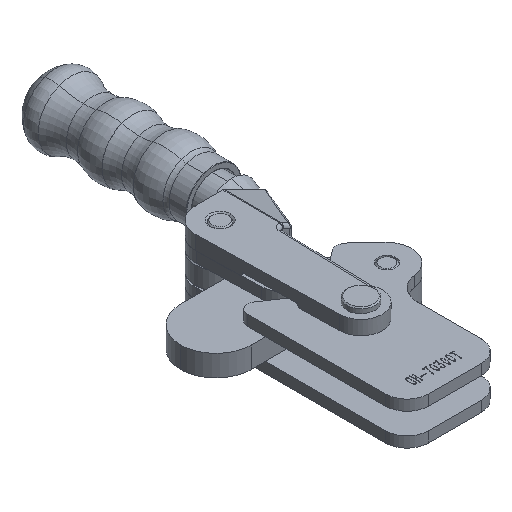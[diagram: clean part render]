
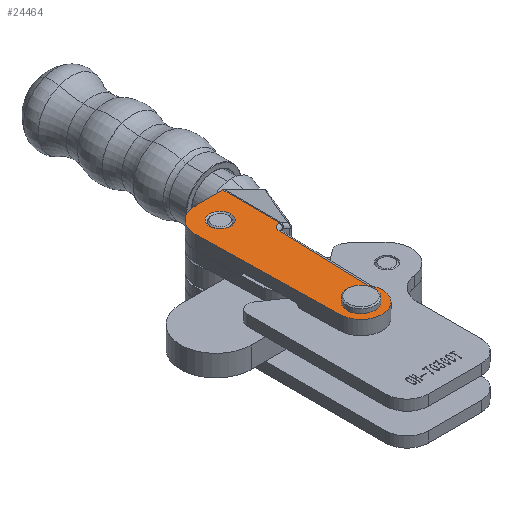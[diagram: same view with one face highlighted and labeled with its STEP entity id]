
A CAD part, isometric view. The second image highlights one B-rep face of the part: STEP entity #24464.
In plain terms, the highlighted planar face has unit normal (0, 0, 1).
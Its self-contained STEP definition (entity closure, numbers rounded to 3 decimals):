
#129 = EDGE_CURVE ( 'NONE', #22533, #13082, #17979, .T. ) ;
#543 = CARTESIAN_POINT ( 'NONE',  ( 1262.319, 62.312, 20. ) ) ;
#1124 = VERTEX_POINT ( 'NONE', #28897 ) ;
#1449 = CARTESIAN_POINT ( 'NONE',  ( 0., 53.312, 20. ) ) ;
#1507 = VERTEX_POINT ( 'NONE', #14687 ) ;
#1847 = LINE ( 'NONE', #29310, #26683 ) ;
#2016 = DIRECTION ( 'NONE',  ( 1., 0., 0. ) ) ;
#2641 = ORIENTED_EDGE ( 'NONE', *, *, #24781, .T. ) ;
#2697 = CARTESIAN_POINT ( 'NONE',  ( 1270.398, 25.506, 20. ) ) ;
#3197 = VECTOR ( 'NONE', #2016, 1000. ) ;
#3264 = VERTEX_POINT ( 'NONE', #21799 ) ;
#3425 = CARTESIAN_POINT ( 'NONE',  ( 1265.319, 22.312, 20. ) ) ;
#3452 = CARTESIAN_POINT ( 'NONE',  ( 1273.08, 53.312, 20. ) ) ;
#3648 = EDGE_CURVE ( 'NONE', #14241, #9516, #10975, .T. ) ;
#4119 = DIRECTION ( 'NONE',  ( 0., 0., -1. ) ) ;
#4123 = CIRCLE ( 'NONE', #10726, 6. ) ;
#4146 = EDGE_CURVE ( 'NONE', #29193, #3264, #15280, .T. ) ;
#4295 = FACE_BOUND ( 'NONE', #21930, .T. ) ;
#4305 = CARTESIAN_POINT ( 'NONE',  ( 1258.319, 62.312, 20. ) ) ;
#4659 = CARTESIAN_POINT ( 'NONE',  ( 1265.319, 62.312, 20. ) ) ;
#4863 = CARTESIAN_POINT ( 'NONE',  ( 1265.319, 62.312, 20. ) ) ;
#5064 = DIRECTION ( 'NONE',  ( 0., 0., -1. ) ) ;
#5095 = CARTESIAN_POINT ( 'NONE',  ( 1273.044, 51.312, 20. ) ) ;
#5283 = DIRECTION ( 'NONE',  ( 1., 0., 0. ) ) ;
#5823 = DIRECTION ( 'NONE',  ( 1., 0., 0. ) ) ;
#6879 = AXIS2_PLACEMENT_3D ( 'NONE', #4863, #5064, #5283 ) ;
#7076 = DIRECTION ( 'NONE',  ( 1., 0., 0. ) ) ;
#7294 = EDGE_LOOP ( 'NONE', ( #26910, #27415, #20537, #9597, #2641, #28874, #17984, #30052 ) ) ;
#7496 = DIRECTION ( 'NONE',  ( 1., 0., 0. ) ) ;
#8785 = DIRECTION ( 'NONE',  ( 0.025, 1., 0. ) ) ;
#9516 = VERTEX_POINT ( 'NONE', #3452 ) ;
#9597 = ORIENTED_EDGE ( 'NONE', *, *, #3648, .T. ) ;
#9787 = CARTESIAN_POINT ( 'NONE',  ( 1273.08, 69.312, 20. ) ) ;
#10017 = CARTESIAN_POINT ( 'NONE',  ( 1271.045, 51.362, 20. ) ) ;
#10146 = VERTEX_POINT ( 'NONE', #29244 ) ;
#10420 = EDGE_CURVE ( 'NONE', #13082, #22533, #28506, .T. ) ;
#10502 = ORIENTED_EDGE ( 'NONE', *, *, #20379, .T. ) ;
#10726 = AXIS2_PLACEMENT_3D ( 'NONE', #3425, #19774, #5823 ) ;
#10788 = CARTESIAN_POINT ( 'NONE',  ( 1273.044, 53.312, 20. ) ) ;
#10818 = EDGE_CURVE ( 'NONE', #25586, #1507, #1847, .T. ) ;
#10975 = LINE ( 'NONE', #1449, #3197 ) ;
#10999 = EDGE_CURVE ( 'NONE', #27924, #10146, #11449, .T. ) ;
#11287 = DIRECTION ( 'NONE',  ( 0., 0., 1. ) ) ;
#11449 = CIRCLE ( 'NONE', #11580, 3. ) ;
#11463 = DIRECTION ( 'NONE',  ( 0., 0., 1. ) ) ;
#11580 = AXIS2_PLACEMENT_3D ( 'NONE', #14016, #30299, #16358 ) ;
#12082 = EDGE_CURVE ( 'NONE', #1124, #18670, #25549, .T. ) ;
#12348 = LINE ( 'NONE', #13550, #29444 ) ;
#13082 = VERTEX_POINT ( 'NONE', #24204 ) ;
#13550 = CARTESIAN_POINT ( 'NONE',  ( 1273.08, 69.312, 20. ) ) ;
#14016 = CARTESIAN_POINT ( 'NONE',  ( 1265.319, 22.312, 20. ) ) ;
#14241 = VERTEX_POINT ( 'NONE', #10788 ) ;
#14687 = CARTESIAN_POINT ( 'NONE',  ( 1265.319, 69.312, 20. ) ) ;
#14988 = EDGE_LOOP ( 'NONE', ( #20396, #15596 ) ) ;
#15280 = LINE ( 'NONE', #10017, #26917 ) ;
#15357 = DIRECTION ( 'NONE',  ( -1., 0., 0. ) ) ;
#15551 = EDGE_CURVE ( 'NONE', #3264, #14241, #18141, .T. ) ;
#15596 = ORIENTED_EDGE ( 'NONE', *, *, #129, .T. ) ;
#15973 = FACE_BOUND ( 'NONE', #14988, .T. ) ;
#15988 = AXIS2_PLACEMENT_3D ( 'NONE', #25355, #11463, #27668 ) ;
#16358 = DIRECTION ( 'NONE',  ( 1., 0., 0. ) ) ;
#17251 = CIRCLE ( 'NONE', #24151, 3. ) ;
#17979 = CIRCLE ( 'NONE', #6879, 3. ) ;
#17984 = ORIENTED_EDGE ( 'NONE', *, *, #23108, .T. ) ;
#18131 = CARTESIAN_POINT ( 'NONE',  ( 1265.319, 22.312, 20. ) ) ;
#18141 = CIRCLE ( 'NONE', #25425, 2. ) ;
#18670 = VERTEX_POINT ( 'NONE', #4305 ) ;
#19774 = DIRECTION ( 'NONE',  ( 0., 0., 1. ) ) ;
#19792 = EDGE_CURVE ( 'NONE', #1124, #29193, #4123, .T. ) ;
#20379 = EDGE_CURVE ( 'NONE', #10146, #27924, #17251, .T. ) ;
#20396 = ORIENTED_EDGE ( 'NONE', *, *, #10420, .T. ) ;
#20414 = CARTESIAN_POINT ( 'NONE',  ( 0., 0., 20. ) ) ;
#20438 = DIRECTION ( 'NONE',  ( 1., 0., 0. ) ) ;
#20508 = AXIS2_PLACEMENT_3D ( 'NONE', #4659, #20996, #7076 ) ;
#20537 = ORIENTED_EDGE ( 'NONE', *, *, #15551, .T. ) ;
#20589 = DIRECTION ( 'NONE',  ( 0., 1., 0. ) ) ;
#20996 = DIRECTION ( 'NONE',  ( 0., 0., -1. ) ) ;
#21410 = DIRECTION ( 'NONE',  ( 0., 0., -1. ) ) ;
#21496 = CIRCLE ( 'NONE', #15988, 7. ) ;
#21799 = CARTESIAN_POINT ( 'NONE',  ( 1271.045, 51.362, 20. ) ) ;
#21930 = EDGE_LOOP ( 'NONE', ( #10502, #24637 ) ) ;
#22533 = VERTEX_POINT ( 'NONE', #543 ) ;
#22738 = CARTESIAN_POINT ( 'NONE',  ( 1259.089, 31.477, 20. ) ) ;
#23108 = EDGE_CURVE ( 'NONE', #1507, #18670, #21496, .T. ) ;
#24151 = AXIS2_PLACEMENT_3D ( 'NONE', #18131, #4119, #20438 ) ;
#24204 = CARTESIAN_POINT ( 'NONE',  ( 1268.319, 62.312, 20. ) ) ;
#24464 = ADVANCED_FACE ( 'NONE', ( #27610, #4295, #15973 ), #25180, .T. ) ;
#24637 = ORIENTED_EDGE ( 'NONE', *, *, #10999, .T. ) ;
#24781 = EDGE_CURVE ( 'NONE', #9516, #25586, #12348, .T. ) ;
#24827 = VECTOR ( 'NONE', #25056, 1000. ) ;
#25056 = DIRECTION ( 'NONE',  ( -0.025, 1., 0. ) ) ;
#25180 = PLANE ( 'NONE',  #28278 ) ;
#25355 = CARTESIAN_POINT ( 'NONE',  ( 1265.319, 62.312, 20. ) ) ;
#25425 = AXIS2_PLACEMENT_3D ( 'NONE', #5095, #21410, #7496 ) ;
#25549 = LINE ( 'NONE', #22738, #24827 ) ;
#25586 = VERTEX_POINT ( 'NONE', #9787 ) ;
#26683 = VECTOR ( 'NONE', #15357, 1000. ) ;
#26910 = ORIENTED_EDGE ( 'NONE', *, *, #19792, .T. ) ;
#26917 = VECTOR ( 'NONE', #8785, 1000. ) ;
#27415 = ORIENTED_EDGE ( 'NONE', *, *, #4146, .T. ) ;
#27508 = DIRECTION ( 'NONE',  ( 1., 0., 0. ) ) ;
#27610 = FACE_OUTER_BOUND ( 'NONE', #7294, .T. ) ;
#27668 = DIRECTION ( 'NONE',  ( 1., 0., 0. ) ) ;
#27783 = CARTESIAN_POINT ( 'NONE',  ( 1262.319, 22.312, 20. ) ) ;
#27924 = VERTEX_POINT ( 'NONE', #27783 ) ;
#28278 = AXIS2_PLACEMENT_3D ( 'NONE', #20414, #11287, #27508 ) ;
#28506 = CIRCLE ( 'NONE', #20508, 3. ) ;
#28874 = ORIENTED_EDGE ( 'NONE', *, *, #10818, .T. ) ;
#28897 = CARTESIAN_POINT ( 'NONE',  ( 1259.319, 22.312, 20. ) ) ;
#29193 = VERTEX_POINT ( 'NONE', #2697 ) ;
#29244 = CARTESIAN_POINT ( 'NONE',  ( 1268.319, 22.312, 20. ) ) ;
#29310 = CARTESIAN_POINT ( 'NONE',  ( 0., 69.312, 20. ) ) ;
#29444 = VECTOR ( 'NONE', #20589, 1000. ) ;
#30052 = ORIENTED_EDGE ( 'NONE', *, *, #12082, .F. ) ;
#30299 = DIRECTION ( 'NONE',  ( 0., 0., -1. ) ) ;
